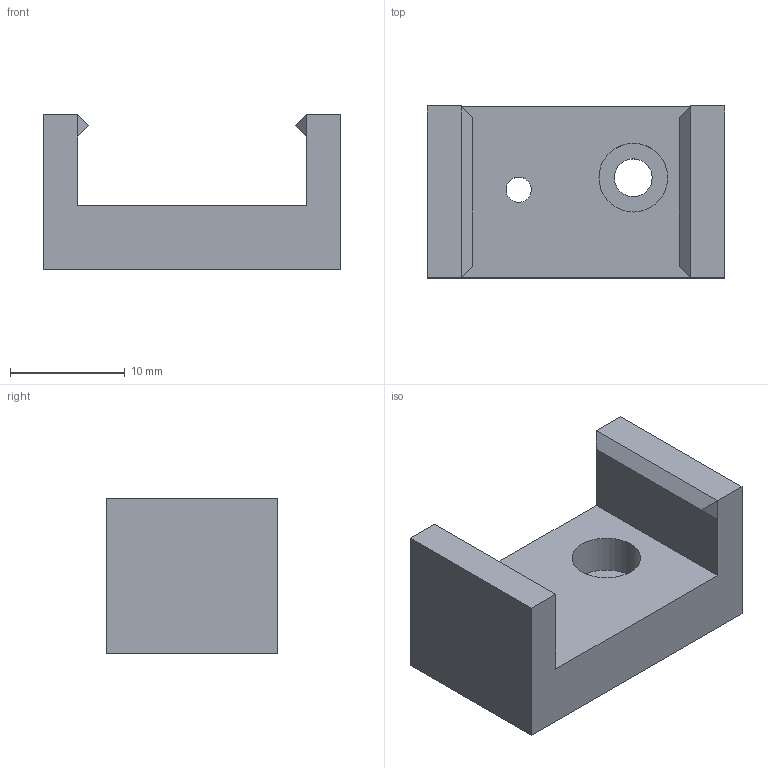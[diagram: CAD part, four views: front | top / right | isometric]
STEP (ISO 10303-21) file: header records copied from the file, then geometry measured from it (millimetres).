
FILE_DESCRIPTION(/* description */ (''),/* implementation_level */ '2;1');
FILE_NAME(/* name */ 'y-endstop.step',/* time_stamp */ '2023-01-07T15:24:36+08:00',/* author */ (''),/* organization */ (''),/* preprocessor_version */ 'ST-DEVELOPER v19.2',/* originating_system */ 'Autodesk Translation Framework v11.17.0.187',/* authorisation */ '');
FILE_SCHEMA (('AUTOMOTIVE_DESIGN { 1 0 10303 214 3 1 1 }'));
Length unit declared in the file: millimetre
Products named in the file (1): y-endstop
Bounding box: 26 x 15 x 13.6 mm (x, y, z)
Volume: 2796.4 mm3; surface area: 1940.9 mm2
Topology: 1 solids, 1 shells, 22 faces, 49 edges, 30 vertices
Faces by surface type: plane 19, cylinder 3
Full cylindrical faces by diameter (mm): 2.2 x1, 3.3 x1, 6 x1
Entity records: 636 total; most frequent: CARTESIAN_POINT 102, DIRECTION 101, ORIENTED_EDGE 98, EDGE_CURVE 49, LINE 43, VECTOR 43, VERTEX_POINT 30, AXIS2_PLACEMENT_3D 29
